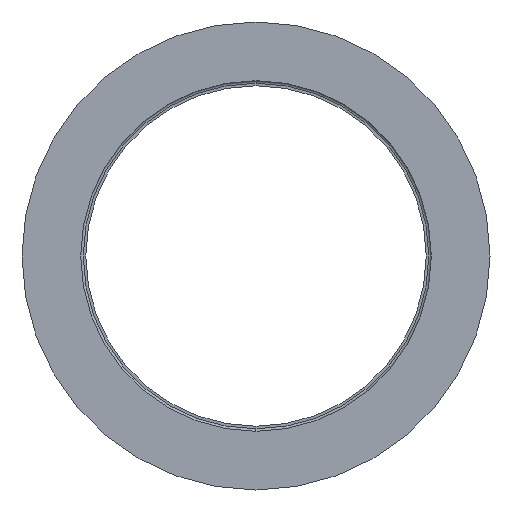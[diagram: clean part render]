
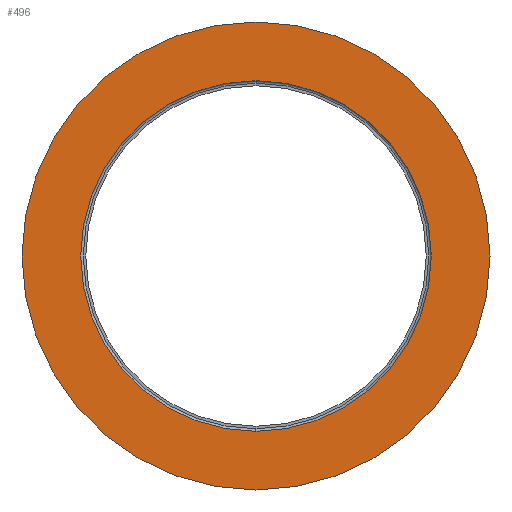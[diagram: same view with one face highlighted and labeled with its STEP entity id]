
A CAD part, left-side view. The second image highlights one B-rep face of the part: STEP entity #496.
In plain terms, the highlighted planar face has unit normal (-1, 0, 0).
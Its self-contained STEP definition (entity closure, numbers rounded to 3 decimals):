
#12 = EDGE_CURVE ( 'NONE', #805, #655, #83, .T. ) ;
#42 = AXIS2_PLACEMENT_3D ( 'NONE', #713, #305, #783 ) ;
#67 = CIRCLE ( 'NONE', #174, 27.5 ) ;
#83 = CIRCLE ( 'NONE', #378, 20.6 ) ;
#89 = ORIENTED_EDGE ( 'NONE', *, *, #137, .T. ) ;
#105 = FACE_BOUND ( 'NONE', #153, .T. ) ;
#132 = AXIS2_PLACEMENT_3D ( 'NONE', #784, #382, #854 ) ;
#137 = EDGE_CURVE ( 'NONE', #315, #266, #357, .T. ) ;
#146 = EDGE_LOOP ( 'NONE', ( #89, #355 ) ) ;
#148 = DIRECTION ( 'NONE',  ( 1., 0., 0. ) ) ;
#153 = EDGE_LOOP ( 'NONE', ( #789, #276 ) ) ;
#174 = AXIS2_PLACEMENT_3D ( 'NONE', #384, #860, #453 ) ;
#266 = VERTEX_POINT ( 'NONE', #396 ) ;
#276 = ORIENTED_EDGE ( 'NONE', *, *, #729, .F. ) ;
#305 = DIRECTION ( 'NONE',  ( -1., 0., 0. ) ) ;
#315 = VERTEX_POINT ( 'NONE', #405 ) ;
#355 = ORIENTED_EDGE ( 'NONE', *, *, #749, .T. ) ;
#357 = CIRCLE ( 'NONE', #42, 27.5 ) ;
#365 = CARTESIAN_POINT ( 'NONE',  ( 0., 0., 0. ) ) ;
#378 = AXIS2_PLACEMENT_3D ( 'NONE', #365, #840, #433 ) ;
#382 = DIRECTION ( 'NONE',  ( -1., 0., 0. ) ) ;
#384 = CARTESIAN_POINT ( 'NONE',  ( 0., 0., 0. ) ) ;
#396 = CARTESIAN_POINT ( 'NONE',  ( 0., 0., -27.5 ) ) ;
#405 = CARTESIAN_POINT ( 'NONE',  ( 0., 0., 27.5 ) ) ;
#411 = CIRCLE ( 'NONE', #132, 20.6 ) ;
#419 = PLANE ( 'NONE',  #846 ) ;
#433 = DIRECTION ( 'NONE',  ( 0., 0., 1. ) ) ;
#453 = DIRECTION ( 'NONE',  ( 0., 0., 1. ) ) ;
#496 = ADVANCED_FACE ( 'NONE', ( #105, #824 ), #419, .F. ) ;
#559 = CARTESIAN_POINT ( 'NONE',  ( 0., 0., -20.6 ) ) ;
#629 = DIRECTION ( 'NONE',  ( 0., 0., -1. ) ) ;
#655 = VERTEX_POINT ( 'NONE', #772 ) ;
#656 = CARTESIAN_POINT ( 'NONE',  ( 0., 0., 20.6 ) ) ;
#713 = CARTESIAN_POINT ( 'NONE',  ( 0., 0., 0. ) ) ;
#729 = EDGE_CURVE ( 'NONE', #655, #805, #411, .T. ) ;
#749 = EDGE_CURVE ( 'NONE', #266, #315, #67, .T. ) ;
#772 = CARTESIAN_POINT ( 'NONE',  ( 0., 0., -20.6 ) ) ;
#783 = DIRECTION ( 'NONE',  ( 0., 0., 1. ) ) ;
#784 = CARTESIAN_POINT ( 'NONE',  ( 0., 0., 0. ) ) ;
#789 = ORIENTED_EDGE ( 'NONE', *, *, #12, .F. ) ;
#805 = VERTEX_POINT ( 'NONE', #656 ) ;
#824 = FACE_OUTER_BOUND ( 'NONE', #146, .T. ) ;
#840 = DIRECTION ( 'NONE',  ( -1., 0., 0. ) ) ;
#846 = AXIS2_PLACEMENT_3D ( 'NONE', #559, #148, #629 ) ;
#854 = DIRECTION ( 'NONE',  ( 0., 0., 1. ) ) ;
#860 = DIRECTION ( 'NONE',  ( -1., 0., 0. ) ) ;
